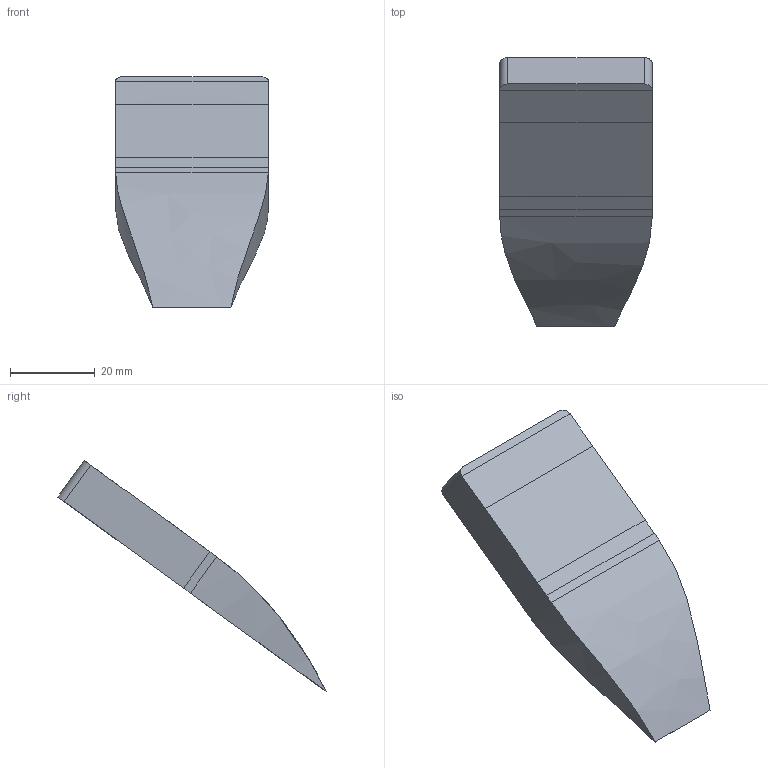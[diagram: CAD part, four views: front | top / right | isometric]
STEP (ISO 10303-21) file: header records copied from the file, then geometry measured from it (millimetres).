
FILE_DESCRIPTION(/* description */ (''),/* implementation_level */ '2;1');
FILE_NAME(/* name */ 'OB_TOP~3',/* time_stamp */ '2025-11-24T23:53:01+08:00',/* author */ (''),/* organization */ (''),/* preprocessor_version */ 'ST-DEVELOPER v16.5',/* originating_system */ '',/* authorisation */ '');
FILE_SCHEMA (('CONFIG_CONTROL_DESIGN'));
Length unit declared in the file: millimetre
Products named in the file (1): Document
Bounding box: 35.93 x 63.21 x 54.38 mm (x, y, z)
Volume: 7793.9 mm3; surface area: 8148.9 mm2
Topology: 1 solids, 1 shells, 33 faces, 82 edges, 52 vertices
Faces by surface type: bspline 20, plane 13
Entity records: 1790 total; most frequent: CARTESIAN_POINT 1174, ORIENTED_EDGE 164, EDGE_CURVE 82, B_SPLINE_CURVE_WITH_KNOTS 68, VERTEX_POINT 52, EDGE_LOOP 34, ADVANCED_FACE 33, FACE_OUTER_BOUND 33
